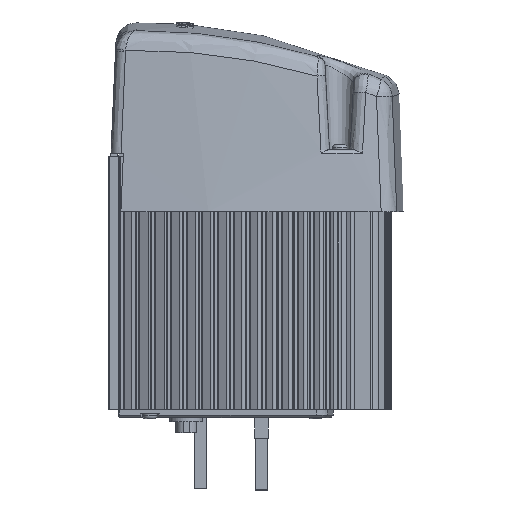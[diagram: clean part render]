
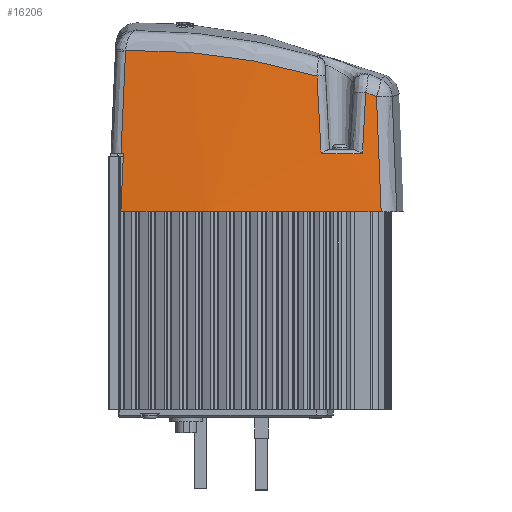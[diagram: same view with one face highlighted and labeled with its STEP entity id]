
A CAD part, left-side view. The second image highlights one B-rep face of the part: STEP entity #16206.
In plain terms, the highlighted conical face has half-angle 2.5 degrees and reference radius 470 mm.
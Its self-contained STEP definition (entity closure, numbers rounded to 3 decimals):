
#90=CONICAL_SURFACE('',#17833,470.,2.5);
#375=B_SPLINE_CURVE_WITH_KNOTS('',3,(#28535,#28536,#28537,#28538),
 .UNSPECIFIED.,.F.,.F.,(4,4),(-6.583,-1.002),
 .UNSPECIFIED.);
#379=B_SPLINE_CURVE_WITH_KNOTS('',3,(#28609,#28610,#28611,#28612,#28613,
#28614),.UNSPECIFIED.,.F.,.F.,(4,1,1,4),(0.439,3.064,
5.69,9.628),.UNSPECIFIED.);
#396=B_SPLINE_CURVE_WITH_KNOTS('',3,(#29042,#29043,#29044,#29045),
 .UNSPECIFIED.,.F.,.F.,(4,4),(12.1,12.658),
 .UNSPECIFIED.);
#398=B_SPLINE_CURVE_WITH_KNOTS('',3,(#29111,#29112,#29113,#29114),
 .UNSPECIFIED.,.F.,.F.,(4,4),(-0.474,-0.472),
 .UNSPECIFIED.);
#399=B_SPLINE_CURVE_WITH_KNOTS('',3,(#29297,#29298,#29299,#29300),
 .UNSPECIFIED.,.F.,.F.,(4,4),(0.689,0.692),
 .UNSPECIFIED.);
#403=B_SPLINE_CURVE_WITH_KNOTS('',3,(#29472,#29473,#29474,#29475),
 .UNSPECIFIED.,.F.,.F.,(4,4),(3.329,8.281),
 .UNSPECIFIED.);
#483=B_SPLINE_CURVE_WITH_KNOTS('',2,(#31813,#31814,#31815),
 .UNSPECIFIED.,.F.,.F.,(3,3),(0.,2.823),.UNSPECIFIED.);
#1385=ELLIPSE('',#17800,469.243,468.795);
#2358=LINE('',#29110,#3461);
#2359=LINE('',#29302,#3462);
#3461=VECTOR('',#21607,1.919);
#3462=VECTOR('',#21616,1.917);
#4824=FACE_OUTER_BOUND('',#5743,.T.);
#5743=EDGE_LOOP('',(#14893,#14894,#14895,#14896,#14897,#14898,#14899,#14900,
#14901,#14902,#14903,#14904,#14905));
#6558=CIRCLE('',#17627,5.058);
#6563=CIRCLE('',#17633,470.);
#6650=CIRCLE('',#17834,468.774);
#7968=VERTEX_POINT('',#28522);
#7969=VERTEX_POINT('',#28533);
#7972=VERTEX_POINT('',#28592);
#7973=VERTEX_POINT('',#28608);
#7987=VERTEX_POINT('',#29034);
#7988=VERTEX_POINT('',#29096);
#7989=VERTEX_POINT('',#29109);
#7990=VERTEX_POINT('',#29296);
#7991=VERTEX_POINT('',#29301);
#7994=VERTEX_POINT('',#29433);
#7996=VERTEX_POINT('',#29461);
#7997=VERTEX_POINT('',#29481);
#8126=VERTEX_POINT('',#31812);
#10061=EDGE_CURVE('',#7969,#7968,#375,.T.);
#10067=EDGE_CURVE('',#7972,#7973,#379,.T.);
#10094=EDGE_CURVE('',#7987,#7969,#396,.T.);
#10098=EDGE_CURVE('',#7989,#7988,#2358,.T.);
#10099=EDGE_CURVE('',#7989,#7987,#398,.T.);
#10104=EDGE_CURVE('',#7973,#7990,#399,.T.);
#10105=EDGE_CURVE('',#7991,#7990,#2359,.T.);
#10111=EDGE_CURVE('',#7994,#7972,#6558,.T.);
#10113=EDGE_CURVE('',#7996,#7994,#403,.T.);
#10123=EDGE_CURVE('',#7997,#7968,#6563,.T.);
#10388=EDGE_CURVE('',#8126,#7997,#483,.T.);
#10393=EDGE_CURVE('',#7996,#8126,#1385,.T.);
#10442=EDGE_CURVE('',#7991,#7988,#6650,.T.);
#14893=ORIENTED_EDGE('',*,*,#10098,.T.);
#14894=ORIENTED_EDGE('',*,*,#10442,.F.);
#14895=ORIENTED_EDGE('',*,*,#10105,.T.);
#14896=ORIENTED_EDGE('',*,*,#10104,.F.);
#14897=ORIENTED_EDGE('',*,*,#10067,.F.);
#14898=ORIENTED_EDGE('',*,*,#10111,.F.);
#14899=ORIENTED_EDGE('',*,*,#10113,.F.);
#14900=ORIENTED_EDGE('',*,*,#10393,.T.);
#14901=ORIENTED_EDGE('',*,*,#10388,.T.);
#14902=ORIENTED_EDGE('',*,*,#10123,.T.);
#14903=ORIENTED_EDGE('',*,*,#10061,.F.);
#14904=ORIENTED_EDGE('',*,*,#10094,.F.);
#14905=ORIENTED_EDGE('',*,*,#10099,.F.);
#16206=ADVANCED_FACE('',(#4824),#90,.T.);
#17627=AXIS2_PLACEMENT_3D('',#29435,#21623,#21624);
#17633=AXIS2_PLACEMENT_3D('',#29515,#21637,#21638);
#17800=AXIS2_PLACEMENT_3D('',#31823,#22083,#22084);
#17833=AXIS2_PLACEMENT_3D('',#32189,#22162,#22163);
#17834=AXIS2_PLACEMENT_3D('',#32190,#22164,#22165);
#21607=DIRECTION('',(-0.056,0.053,-0.997));
#21616=DIRECTION('',(0.035,0.053,0.998));
#21623=DIRECTION('center_axis',(0.999,-0.026,-0.044));
#21624=DIRECTION('ref_axis',(0.032,0.99,0.135));
#21637=DIRECTION('center_axis',(0.,0.,
1.));
#21638=DIRECTION('ref_axis',(-0.999,0.043,0.));
#22083=DIRECTION('center_axis',(0.,-0.044,
0.999));
#22084=DIRECTION('ref_axis',(0.,0.999,0.044));
#22162=DIRECTION('center_axis',(0.,0.,
-1.));
#22163=DIRECTION('ref_axis',(-0.999,0.043,0.));
#22164=DIRECTION('center_axis',(0.,0.,
1.));
#22165=DIRECTION('ref_axis',(-0.98,-0.197,0.));
#28522=CARTESIAN_POINT('',(23.746,12.189,134.521));
#28533=CARTESIAN_POINT('',(25.702,14.452,190.255));
#28535=CARTESIAN_POINT('Ctrl Pts',(25.702,14.452,190.255));
#28536=CARTESIAN_POINT('Ctrl Pts',(25.049,13.697,171.677));
#28537=CARTESIAN_POINT('Ctrl Pts',(24.397,12.942,153.099));
#28538=CARTESIAN_POINT('Ctrl Pts',(23.746,12.189,134.521));
#28592=CARTESIAN_POINT('',(13.904,135.762,212.647));
#28608=CARTESIAN_POINT('',(20.186,43.209,200.252));
#28609=CARTESIAN_POINT('Ctrl Pts',(13.904,135.762,212.647));
#28610=CARTESIAN_POINT('Ctrl Pts',(13.679,126.816,212.798));
#28611=CARTESIAN_POINT('Ctrl Pts',(13.712,108.849,212.329));
#28612=CARTESIAN_POINT('Ctrl Pts',(15.44,77.764,208.843));
#28613=CARTESIAN_POINT('Ctrl Pts',(18.123,55.954,203.979));
#28614=CARTESIAN_POINT('Ctrl Pts',(20.186,43.209,200.252));
#29034=CARTESIAN_POINT('',(24.579,19.639,192.301));
#29042=CARTESIAN_POINT('Ctrl Pts',(24.579,19.639,192.301));
#29043=CARTESIAN_POINT('Ctrl Pts',(24.945,17.901,191.634));
#29044=CARTESIAN_POINT('Ctrl Pts',(25.32,16.173,190.952));
#29045=CARTESIAN_POINT('Ctrl Pts',(25.702,14.452,190.255));
#29096=CARTESIAN_POINT('',(22.893,21.215,162.609));
#29109=CARTESIAN_POINT('',(23.002,21.113,164.521));
#29110=CARTESIAN_POINT('',(23.002,21.113,164.521));
#29111=CARTESIAN_POINT('Ctrl Pts',(23.002,21.113,164.521));
#29112=CARTESIAN_POINT('Ctrl Pts',(23.527,20.621,173.797));
#29113=CARTESIAN_POINT('Ctrl Pts',(24.053,20.129,183.057));
#29114=CARTESIAN_POINT('Ctrl Pts',(24.579,19.639,192.301));
#29296=CARTESIAN_POINT('',(18.935,41.319,164.521));
#29297=CARTESIAN_POINT('Ctrl Pts',(20.186,43.209,200.252));
#29298=CARTESIAN_POINT('Ctrl Pts',(19.768,42.58,188.358));
#29299=CARTESIAN_POINT('Ctrl Pts',(19.352,41.95,176.448));
#29300=CARTESIAN_POINT('Ctrl Pts',(18.935,41.319,164.521));
#29301=CARTESIAN_POINT('',(18.869,41.218,162.609));
#29302=CARTESIAN_POINT('',(18.869,41.218,162.609));
#29433=CARTESIAN_POINT('',(13.885,135.804,212.179));
#29435=CARTESIAN_POINT('Origin',(13.745,130.753,211.962));
#29461=CARTESIAN_POINT('',(11.788,137.985,162.754));
#29472=CARTESIAN_POINT('Ctrl Pts',(11.788,137.985,162.754));
#29473=CARTESIAN_POINT('Ctrl Pts',(12.485,137.258,179.229));
#29474=CARTESIAN_POINT('Ctrl Pts',(13.184,136.531,195.704));
#29475=CARTESIAN_POINT('Ctrl Pts',(13.885,135.804,212.179));
#29481=CARTESIAN_POINT('',(10.557,138.055,134.521));
#29515=CARTESIAN_POINT('Origin',(480.336,123.657,134.521));
#31812=CARTESIAN_POINT('',(11.752,136.824,162.704));
#31813=CARTESIAN_POINT('Ctrl Pts',(11.752,136.824,162.704));
#31814=CARTESIAN_POINT('Ctrl Pts',(11.154,137.438,148.63));
#31815=CARTESIAN_POINT('Ctrl Pts',(10.557,138.055,134.521));
#31823=CARTESIAN_POINT('Origin',(480.336,122.764,162.09));
#32189=CARTESIAN_POINT('Origin',(480.336,123.657,134.521));
#32190=CARTESIAN_POINT('Origin',(480.336,123.657,162.609));
